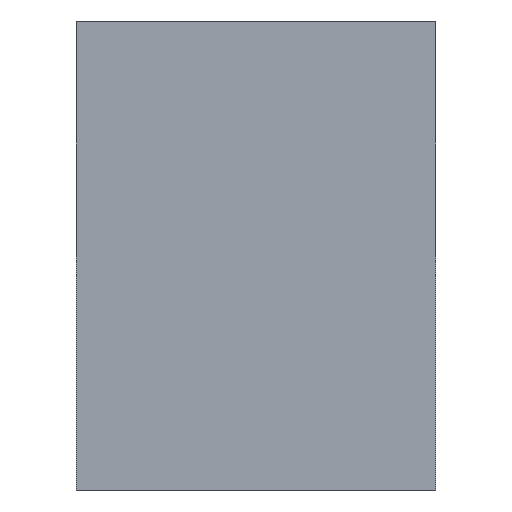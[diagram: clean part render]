
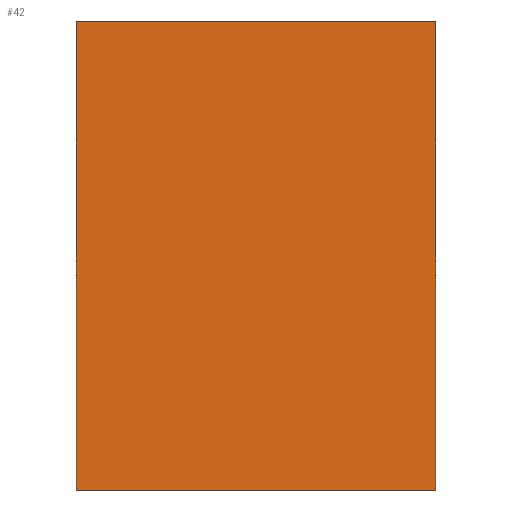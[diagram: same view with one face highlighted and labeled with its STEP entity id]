
A CAD part, left-side view. The second image highlights one B-rep face of the part: STEP entity #42.
In plain terms, the highlighted planar face has unit normal (-1, 0, 0).
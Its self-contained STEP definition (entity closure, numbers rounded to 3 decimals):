
#42 = ADVANCED_FACE( '', ( #86 ), #87, .F. );
#86 = FACE_OUTER_BOUND( '', #135, .T. );
#87 = PLANE( '', #136 );
#135 = EDGE_LOOP( '', ( #189, #190, #191, #192 ) );
#136 = AXIS2_PLACEMENT_3D( '', #193, #194, #195 );
#189 = ORIENTED_EDGE( '', *, *, #257, .T. );
#190 = ORIENTED_EDGE( '', *, *, #252, .F. );
#191 = ORIENTED_EDGE( '', *, *, #258, .F. );
#192 = ORIENTED_EDGE( '', *, *, #259, .T. );
#193 = CARTESIAN_POINT( '', ( -148., 21.5, 56. ) );
#194 = DIRECTION( '', ( 1., 0., 0. ) );
#195 = DIRECTION( '', ( 0., 0., -1. ) );
#252 = EDGE_CURVE( '', #288, #283, #290, .T. );
#257 = EDGE_CURVE( '', #297, #283, #298, .T. );
#258 = EDGE_CURVE( '', #299, #288, #300, .T. );
#259 = EDGE_CURVE( '', #299, #297, #301, .T. );
#283 = VERTEX_POINT( '', #329 );
#288 = VERTEX_POINT( '', #336 );
#290 = LINE( '', #339, #340 );
#297 = VERTEX_POINT( '', #347 );
#298 = LINE( '', #348, #349 );
#299 = VERTEX_POINT( '', #350 );
#300 = LINE( '', #351, #352 );
#301 = LINE( '', #353, #354 );
#329 = CARTESIAN_POINT( '', ( -148., -21.5, 0. ) );
#336 = CARTESIAN_POINT( '', ( -148., -21.5, 56. ) );
#339 = CARTESIAN_POINT( '', ( -148., -21.5, 56. ) );
#340 = VECTOR( '', #391, 1000. );
#347 = CARTESIAN_POINT( '', ( -148., 21.5, 0. ) );
#348 = CARTESIAN_POINT( '', ( -148., 21.5, 0. ) );
#349 = VECTOR( '', #398, 1000. );
#350 = CARTESIAN_POINT( '', ( -148., 21.5, 56. ) );
#351 = CARTESIAN_POINT( '', ( -148., 21.5, 56. ) );
#352 = VECTOR( '', #399, 1000. );
#353 = CARTESIAN_POINT( '', ( -148., 21.5, 56. ) );
#354 = VECTOR( '', #400, 1000. );
#391 = DIRECTION( '', ( 0., 0., -1. ) );
#398 = DIRECTION( '', ( 0., -1., 0. ) );
#399 = DIRECTION( '', ( 0., -1., 0. ) );
#400 = DIRECTION( '', ( 0., 0., -1. ) );
